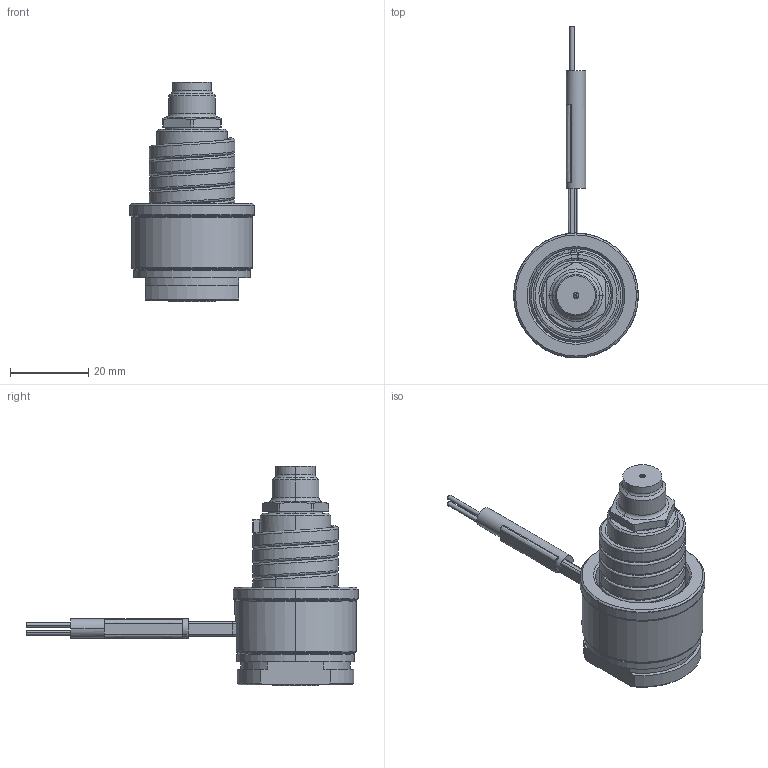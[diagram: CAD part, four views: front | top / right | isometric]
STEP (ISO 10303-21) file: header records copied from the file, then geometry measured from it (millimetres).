
FILE_DESCRIPTION((''),'2;1');
FILE_NAME('SM-56-BEU-N','2014-02-26T',('Íàòàëüÿ'),('IMID'),'PRO/ENGINEER BY PARAMETRIC TECHNOLOGY CORPORATION, 2010180','PRO/ENGINEER BY PARAMETRIC TECHNOLOGY CORPORATION, 2010180','');
FILE_SCHEMA(('CONFIG_CONTROL_DESIGN'));
Length unit declared in the file: millimetre
Products named in the file (1): SM-56-BEU-N
Bounding box: 32 x 85 x 56.2 mm (x, y, z)
Volume: 23526.2 mm3; surface area: 14505 mm2
Topology: 1 solids, 9 shells, 329 faces, 836 edges, 501 vertices
Faces by surface type: cylinder 111, bspline 63, cone 60, plane 51, torus 26, revolution 9, extrusion 7, sphere 2
Entity records: 16695 total; most frequent: CARTESIAN_POINT 9161, ORIENTED_EDGE 1632, DIRECTION 1451, EDGE_CURVE 828, AXIS2_PLACEMENT_3D 579, VERTEX_POINT 501, EDGE_LOOP 351, FACE_OUTER_BOUND 329
